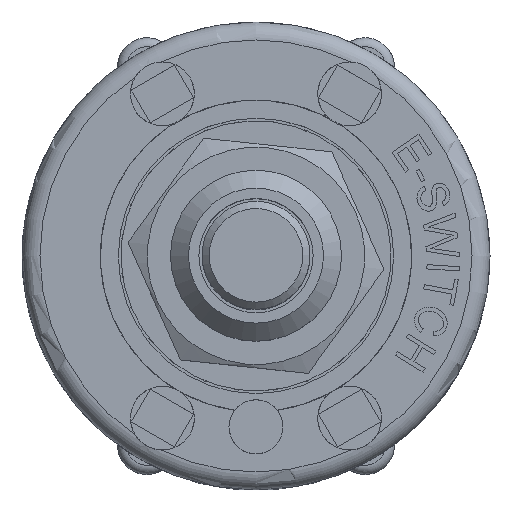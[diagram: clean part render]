
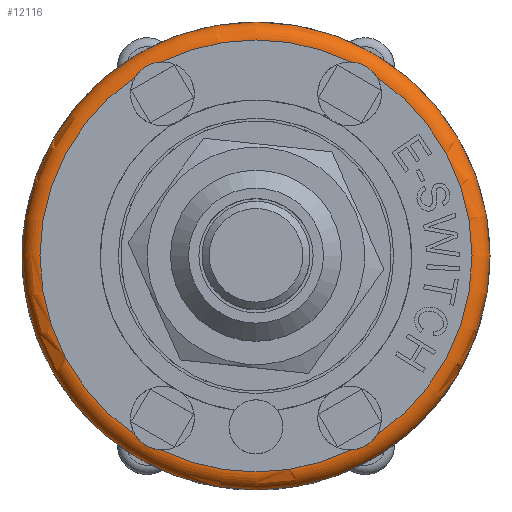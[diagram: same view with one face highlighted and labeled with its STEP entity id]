
A CAD part, top view. The second image highlights one B-rep face of the part: STEP entity #12116.
In plain terms, the highlighted toroidal (fillet/blend) face has major radius 12 mm and minor radius 1 mm.
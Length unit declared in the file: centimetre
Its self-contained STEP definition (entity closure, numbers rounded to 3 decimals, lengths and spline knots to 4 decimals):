
#28=TOROIDAL_SURFACE('',#12714,1.2,0.1);
#653=B_SPLINE_CURVE_WITH_KNOTS('',3,(#21006,#21007,#21008,#21009,#21010,
#21011,#21012,#21013,#21014,#21015,#21016,#21017),.UNSPECIFIED.,.F.,.F.,
(4,2,2,2,2,4),(-0.2692,-0.2446,-0.216,
-0.1921,-0.1645,-0.1357),.UNSPECIFIED.);
#654=B_SPLINE_CURVE_WITH_KNOTS('',3,(#21029,#21030,#21031,#21032,#21033,
#21034,#21035,#21036,#21037,#21038,#21039,#21040),.UNSPECIFIED.,.F.,.F.,
(4,2,2,2,2,4),(-0.2692,-0.2446,-0.216,
-0.1921,-0.1645,-0.1357),.UNSPECIFIED.);
#655=B_SPLINE_CURVE_WITH_KNOTS('',3,(#21057,#21058,#21059,#21060,#21061,
#21062,#21063,#21064,#21065,#21066,#21067,#21068),.UNSPECIFIED.,.F.,.F.,
(4,2,2,2,2,4),(-0.2692,-0.2446,-0.216,
-0.1921,-0.1645,-0.1357),.UNSPECIFIED.);
#656=B_SPLINE_CURVE_WITH_KNOTS('',3,(#21090,#21091,#21092,#21093,#21094,
#21095,#21096,#21097,#21098,#21099,#21100,#21101),.UNSPECIFIED.,.F.,.F.,
(4,2,2,2,2,4),(-0.2692,-0.2446,-0.216,
-0.1921,-0.1645,-0.1357),.UNSPECIFIED.);
#1718=FACE_OUTER_BOUND('',#2447,.T.);
#2447=EDGE_LOOP('',(#11145,#11146,#11147,#11148,#11149,#11150,#11151,#11152,
#11153,#11154,#11155,#11156));
#5093=CIRCLE('',#12667,1.3);
#5120=CIRCLE('',#12715,0.1);
#5121=CIRCLE('',#12716,1.2);
#5122=CIRCLE('',#12717,1.2);
#5123=CIRCLE('',#12718,1.2);
#5124=CIRCLE('',#12719,1.2);
#5125=CIRCLE('',#12720,1.2);
#6211=VERTEX_POINT('',#20968);
#6219=VERTEX_POINT('',#21004);
#6220=VERTEX_POINT('',#21005);
#6223=VERTEX_POINT('',#21027);
#6224=VERTEX_POINT('',#21028);
#6229=VERTEX_POINT('',#21055);
#6230=VERTEX_POINT('',#21056);
#6237=VERTEX_POINT('',#21088);
#6238=VERTEX_POINT('',#21089);
#6241=VERTEX_POINT('',#21111);
#7893=EDGE_CURVE('',#6211,#6211,#5093,.T.);
#7911=EDGE_CURVE('',#6219,#6220,#653,.T.);
#7917=EDGE_CURVE('',#6223,#6224,#654,.T.);
#7925=EDGE_CURVE('',#6229,#6230,#655,.T.);
#7935=EDGE_CURVE('',#6237,#6238,#656,.T.);
#7941=EDGE_CURVE('',#6211,#6241,#5120,.T.);
#7942=EDGE_CURVE('',#6241,#6229,#5121,.T.);
#7943=EDGE_CURVE('',#6230,#6223,#5122,.T.);
#7944=EDGE_CURVE('',#6224,#6219,#5123,.T.);
#7945=EDGE_CURVE('',#6220,#6237,#5124,.T.);
#7946=EDGE_CURVE('',#6238,#6241,#5125,.T.);
#11145=ORIENTED_EDGE('',*,*,#7893,.T.);
#11146=ORIENTED_EDGE('',*,*,#7941,.T.);
#11147=ORIENTED_EDGE('',*,*,#7942,.T.);
#11148=ORIENTED_EDGE('',*,*,#7925,.T.);
#11149=ORIENTED_EDGE('',*,*,#7943,.T.);
#11150=ORIENTED_EDGE('',*,*,#7917,.T.);
#11151=ORIENTED_EDGE('',*,*,#7944,.T.);
#11152=ORIENTED_EDGE('',*,*,#7911,.T.);
#11153=ORIENTED_EDGE('',*,*,#7945,.T.);
#11154=ORIENTED_EDGE('',*,*,#7935,.T.);
#11155=ORIENTED_EDGE('',*,*,#7946,.T.);
#11156=ORIENTED_EDGE('',*,*,#7941,.F.);
#12116=ADVANCED_FACE('',(#1718),#28,.T.);
#12667=AXIS2_PLACEMENT_3D('',#20969,#14945,#14946);
#12714=AXIS2_PLACEMENT_3D('',#21110,#15056,#15057);
#12715=AXIS2_PLACEMENT_3D('',#21112,#15058,#15059);
#12716=AXIS2_PLACEMENT_3D('',#21113,#15060,#15061);
#12717=AXIS2_PLACEMENT_3D('',#21114,#15062,#15063);
#12718=AXIS2_PLACEMENT_3D('',#21115,#15064,#15065);
#12719=AXIS2_PLACEMENT_3D('',#21116,#15066,#15067);
#12720=AXIS2_PLACEMENT_3D('',#21117,#15068,#15069);
#14945=DIRECTION('center_axis',(0.,0.,1.));
#14946=DIRECTION('ref_axis',(-1.,0.,0.));
#15056=DIRECTION('center_axis',(0.,0.,-1.));
#15057=DIRECTION('ref_axis',(-1.,0.,0.));
#15058=DIRECTION('center_axis',(0.,-1.,0.));
#15059=DIRECTION('ref_axis',(1.,0.,0.));
#15060=DIRECTION('center_axis',(0.,0.,-1.));
#15061=DIRECTION('ref_axis',(-1.,0.,0.));
#15062=DIRECTION('center_axis',(0.,0.,-1.));
#15063=DIRECTION('ref_axis',(-1.,0.,0.));
#15064=DIRECTION('center_axis',(0.,0.,-1.));
#15065=DIRECTION('ref_axis',(-1.,0.,0.));
#15066=DIRECTION('center_axis',(0.,0.,-1.));
#15067=DIRECTION('ref_axis',(-1.,0.,0.));
#15068=DIRECTION('center_axis',(0.,0.,-1.));
#15069=DIRECTION('ref_axis',(-1.,0.,0.));
#20968=CARTESIAN_POINT('',(1.3,0.,0.95));
#20969=CARTESIAN_POINT('Origin',(0.,0.,0.95));
#21004=CARTESIAN_POINT('',(-0.67,0.9955,1.05));
#21005=CARTESIAN_POINT('',(-0.5271,1.078,1.05));
#21006=CARTESIAN_POINT('Ctrl Pts',(-0.67,0.9955,
1.05));
#21007=CARTESIAN_POINT('Ctrl Pts',(-0.6646,1.0041,
1.05));
#21008=CARTESIAN_POINT('Ctrl Pts',(-0.6583,1.0124,
1.0498));
#21009=CARTESIAN_POINT('Ctrl Pts',(-0.6428,1.0294,
1.0491));
#21010=CARTESIAN_POINT('Ctrl Pts',(-0.6335,1.0377,
1.0488));
#21011=CARTESIAN_POINT('Ctrl Pts',(-0.615,1.051,1.0484));
#21012=CARTESIAN_POINT('Ctrl Pts',(-0.6061,1.0563,
1.0484));
#21013=CARTESIAN_POINT('Ctrl Pts',(-0.5859,1.0659,1.0487));
#21014=CARTESIAN_POINT('Ctrl Pts',(-0.5747,1.07,1.049));
#21015=CARTESIAN_POINT('Ctrl Pts',(-0.551,1.0759,1.0497));
#21016=CARTESIAN_POINT('Ctrl Pts',(-0.539,1.0775,
1.05));
#21017=CARTESIAN_POINT('Ctrl Pts',(-0.5271,1.078,
1.05));
#21027=CARTESIAN_POINT('',(-0.5271,-1.078,1.05));
#21028=CARTESIAN_POINT('',(-0.67,-0.9955,1.05));
#21029=CARTESIAN_POINT('Ctrl Pts',(-0.5271,-1.078,
1.05));
#21030=CARTESIAN_POINT('Ctrl Pts',(-0.5373,-1.0776,
1.05));
#21031=CARTESIAN_POINT('Ctrl Pts',(-0.5476,-1.0763,
1.0498));
#21032=CARTESIAN_POINT('Ctrl Pts',(-0.5701,-1.0714,1.0491));
#21033=CARTESIAN_POINT('Ctrl Pts',(-0.5819,-1.0675,
1.0488));
#21034=CARTESIAN_POINT('Ctrl Pts',(-0.6027,-1.0581,
1.0484));
#21035=CARTESIAN_POINT('Ctrl Pts',(-0.6117,-1.053,
1.0484));
#21036=CARTESIAN_POINT('Ctrl Pts',(-0.6301,-1.0404,
1.0487));
#21037=CARTESIAN_POINT('Ctrl Pts',(-0.6393,-1.0327,
1.049));
#21038=CARTESIAN_POINT('Ctrl Pts',(-0.6562,-1.0151,
1.0497));
#21039=CARTESIAN_POINT('Ctrl Pts',(-0.6637,-1.0055,
1.05));
#21040=CARTESIAN_POINT('Ctrl Pts',(-0.67,-0.9955,
1.05));
#21055=CARTESIAN_POINT('',(0.67,-0.9955,1.05));
#21056=CARTESIAN_POINT('',(0.5271,-1.078,1.05));
#21057=CARTESIAN_POINT('Ctrl Pts',(0.67,-0.9955,
1.05));
#21058=CARTESIAN_POINT('Ctrl Pts',(0.6646,-1.0041,
1.05));
#21059=CARTESIAN_POINT('Ctrl Pts',(0.6583,-1.0124,
1.0498));
#21060=CARTESIAN_POINT('Ctrl Pts',(0.6428,-1.0294,
1.0491));
#21061=CARTESIAN_POINT('Ctrl Pts',(0.6335,-1.0377,
1.0488));
#21062=CARTESIAN_POINT('Ctrl Pts',(0.615,-1.051,
1.0484));
#21063=CARTESIAN_POINT('Ctrl Pts',(0.6061,-1.0563,
1.0484));
#21064=CARTESIAN_POINT('Ctrl Pts',(0.5859,-1.0659,1.0487));
#21065=CARTESIAN_POINT('Ctrl Pts',(0.5747,-1.07,1.049));
#21066=CARTESIAN_POINT('Ctrl Pts',(0.551,-1.0759,
1.0497));
#21067=CARTESIAN_POINT('Ctrl Pts',(0.539,-1.0775,
1.05));
#21068=CARTESIAN_POINT('Ctrl Pts',(0.5271,-1.078,
1.05));
#21088=CARTESIAN_POINT('',(0.5271,1.078,1.05));
#21089=CARTESIAN_POINT('',(0.67,0.9955,1.05));
#21090=CARTESIAN_POINT('Ctrl Pts',(0.5271,1.078,1.05));
#21091=CARTESIAN_POINT('Ctrl Pts',(0.5373,1.0776,1.05));
#21092=CARTESIAN_POINT('Ctrl Pts',(0.5476,1.0763,1.0498));
#21093=CARTESIAN_POINT('Ctrl Pts',(0.5701,1.0714,1.0491));
#21094=CARTESIAN_POINT('Ctrl Pts',(0.5819,1.0675,1.0488));
#21095=CARTESIAN_POINT('Ctrl Pts',(0.6027,1.0581,1.0484));
#21096=CARTESIAN_POINT('Ctrl Pts',(0.6117,1.053,1.0484));
#21097=CARTESIAN_POINT('Ctrl Pts',(0.6301,1.0404,1.0487));
#21098=CARTESIAN_POINT('Ctrl Pts',(0.6393,1.0327,1.049));
#21099=CARTESIAN_POINT('Ctrl Pts',(0.6562,1.0151,1.0497));
#21100=CARTESIAN_POINT('Ctrl Pts',(0.6637,1.0055,1.05));
#21101=CARTESIAN_POINT('Ctrl Pts',(0.67,0.9955,
1.05));
#21110=CARTESIAN_POINT('Origin',(0.,0.,0.95));
#21111=CARTESIAN_POINT('',(1.2,0.,1.05));
#21112=CARTESIAN_POINT('Origin',(1.2,0.,0.95));
#21113=CARTESIAN_POINT('Origin',(0.,0.,1.05));
#21114=CARTESIAN_POINT('Origin',(0.,0.,1.05));
#21115=CARTESIAN_POINT('Origin',(0.,0.,1.05));
#21116=CARTESIAN_POINT('Origin',(0.,0.,1.05));
#21117=CARTESIAN_POINT('Origin',(0.,0.,1.05));
